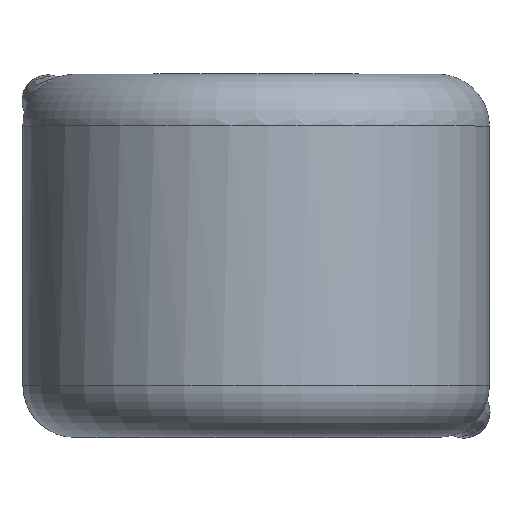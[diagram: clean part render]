
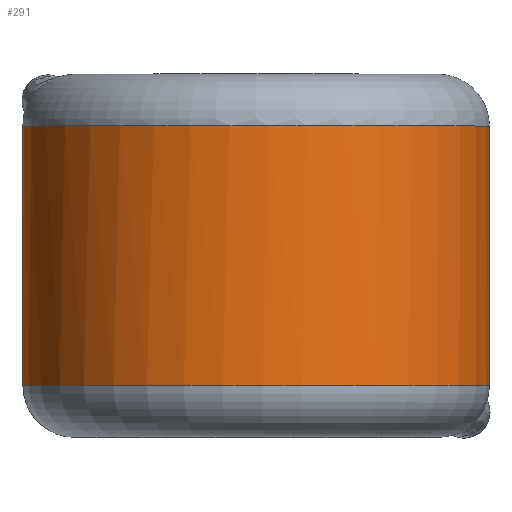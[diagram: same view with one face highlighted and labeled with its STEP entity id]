
A CAD part, top view. The second image highlights one B-rep face of the part: STEP entity #291.
In plain terms, the highlighted cylindrical face has radius 4.5 mm (diameter 9 mm), a full revolution.
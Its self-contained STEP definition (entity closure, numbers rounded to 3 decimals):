
#20=CYLINDRICAL_SURFACE($,#327,4.5);
#25=FACE_BOUND($,#86,.T.);
#60=FACE_OUTER_BOUND($,#85,.T.);
#85=EDGE_LOOP($,(#257,#258));
#86=EDGE_LOOP($,(#259,#260));
#107=B_SPLINE_CURVE_WITH_KNOTS($,3,(#844,#845,#846,#847,#848,#849,#850,
#851,#852,#853,#854,#855,#856,#857,#858,#859,#860,#861,#862,#863,#864,#865,
#866,#867,#868,#869,#870,#871,#872,#873,#874,#875,#876,#877,#878,#879,#880,
#881,#882,#883,#884,#885,#886),.UNSPECIFIED.,.F.,.F.,(4,3,3,3,3,3,3,3,3,
3,3,3,3,3,4),(-14.572,-13.966,-13.905,-13.317,
-13.238,-12.682,-12.571,-12.067,
-11.903,-11.496,-11.236,-10.961,
-10.569,-10.446,-9.902),.UNSPECIFIED.);
#112=B_SPLINE_CURVE_WITH_KNOTS($,3,(#1172,#1173,#1174,#1175,#1176,#1177,
#1178,#1179,#1180,#1181),.UNSPECIFIED.,.F.,.F.,(4,1,1,1,1,1,1,4),(-4.671,
-4.004,-3.336,-2.669,-2.002,-1.335,
-0.667,0.),.UNSPECIFIED.);
#120=CIRCLE($,#319,4.5);
#125=CIRCLE($,#325,4.5);
#141=VERTEX_POINT($,#752);
#144=VERTEX_POINT($,#769);
#147=VERTEX_POINT($,#1072);
#150=VERTEX_POINT($,#1093);
#175=EDGE_CURVE($,#141,#144,#107,.T.);
#179=EDGE_CURVE($,#144,#141,#120,.T.);
#185=EDGE_CURVE($,#147,#150,#112,.T.);
#189=EDGE_CURVE($,#150,#147,#125,.T.);
#257=ORIENTED_EDGE($,*,*,#175,.F.);
#258=ORIENTED_EDGE($,*,*,#179,.F.);
#259=ORIENTED_EDGE($,*,*,#185,.F.);
#260=ORIENTED_EDGE($,*,*,#189,.F.);
#291=ADVANCED_FACE($,(#60,#25),#20,.T.);
#319=AXIS2_PLACEMENT_3D($,#905,#366,#367);
#325=AXIS2_PLACEMENT_3D($,#1233,#378,#379);
#327=AXIS2_PLACEMENT_3D($,#1298,#382,#383);
#366=DIRECTION('center_axis',(0.,-1.,0.));
#367=DIRECTION('ref_axis',(-1.,0.,0.));
#378=DIRECTION('center_axis',(0.,1.,0.));
#379=DIRECTION('ref_axis',(-1.,0.,0.));
#382=DIRECTION('center_axis',(0.,1.,0.));
#383=DIRECTION('ref_axis',(1.,0.,0.));
#752=CARTESIAN_POINT('',(1.87,-2.5,3.407));
#769=CARTESIAN_POINT('',(3.791,-2.5,5.075));
#844=CARTESIAN_POINT('Ctrl Pts',(1.87,-2.5,3.407));
#845=CARTESIAN_POINT('Ctrl Pts',(1.894,-2.3,3.418));
#846=CARTESIAN_POINT('Ctrl Pts',(1.945,-2.107,3.441));
#847=CARTESIAN_POINT('Ctrl Pts',(2.019,-1.932,3.478));
#848=CARTESIAN_POINT('Ctrl Pts',(2.026,-1.914,3.482));
#849=CARTESIAN_POINT('Ctrl Pts',(2.034,-1.897,3.486));
#850=CARTESIAN_POINT('Ctrl Pts',(2.042,-1.879,3.49));
#851=CARTESIAN_POINT('Ctrl Pts',(2.117,-1.713,3.528));
#852=CARTESIAN_POINT('Ctrl Pts',(2.213,-1.565,3.58));
#853=CARTESIAN_POINT('Ctrl Pts',(2.321,-1.444,3.645));
#854=CARTESIAN_POINT('Ctrl Pts',(2.336,-1.428,3.654));
#855=CARTESIAN_POINT('Ctrl Pts',(2.351,-1.412,3.663));
#856=CARTESIAN_POINT('Ctrl Pts',(2.366,-1.397,3.672));
#857=CARTESIAN_POINT('Ctrl Pts',(2.471,-1.289,3.737));
#858=CARTESIAN_POINT('Ctrl Pts',(2.585,-1.207,3.814));
#859=CARTESIAN_POINT('Ctrl Pts',(2.701,-1.154,3.901));
#860=CARTESIAN_POINT('Ctrl Pts',(2.725,-1.143,3.918));
#861=CARTESIAN_POINT('Ctrl Pts',(2.748,-1.134,3.936));
#862=CARTESIAN_POINT('Ctrl Pts',(2.772,-1.125,3.955));
#863=CARTESIAN_POINT('Ctrl Pts',(2.877,-1.088,4.037));
#864=CARTESIAN_POINT('Ctrl Pts',(2.982,-1.075,4.127));
#865=CARTESIAN_POINT('Ctrl Pts',(3.082,-1.088,4.221));
#866=CARTESIAN_POINT('Ctrl Pts',(3.114,-1.092,4.251));
#867=CARTESIAN_POINT('Ctrl Pts',(3.146,-1.099,4.282));
#868=CARTESIAN_POINT('Ctrl Pts',(3.177,-1.108,4.313));
#869=CARTESIAN_POINT('Ctrl Pts',(3.255,-1.132,4.391));
#870=CARTESIAN_POINT('Ctrl Pts',(3.328,-1.173,4.469));
#871=CARTESIAN_POINT('Ctrl Pts',(3.394,-1.23,4.545));
#872=CARTESIAN_POINT('Ctrl Pts',(3.436,-1.267,4.593));
#873=CARTESIAN_POINT('Ctrl Pts',(3.475,-1.31,4.641));
#874=CARTESIAN_POINT('Ctrl Pts',(3.512,-1.36,4.686));
#875=CARTESIAN_POINT('Ctrl Pts',(3.55,-1.412,4.734));
#876=CARTESIAN_POINT('Ctrl Pts',(3.585,-1.472,4.78));
#877=CARTESIAN_POINT('Ctrl Pts',(3.616,-1.539,4.821));
#878=CARTESIAN_POINT('Ctrl Pts',(3.66,-1.633,4.881));
#879=CARTESIAN_POINT('Ctrl Pts',(3.696,-1.74,4.933));
#880=CARTESIAN_POINT('Ctrl Pts',(3.724,-1.856,4.973));
#881=CARTESIAN_POINT('Ctrl Pts',(3.732,-1.893,4.986));
#882=CARTESIAN_POINT('Ctrl Pts',(3.74,-1.93,4.997));
#883=CARTESIAN_POINT('Ctrl Pts',(3.747,-1.968,5.008));
#884=CARTESIAN_POINT('Ctrl Pts',(3.778,-2.136,5.054));
#885=CARTESIAN_POINT('Ctrl Pts',(3.792,-2.318,5.076));
#886=CARTESIAN_POINT('Ctrl Pts',(3.791,-2.5,5.075));
#905=CARTESIAN_POINT('Origin',(0.,-2.5,7.5));
#1072=CARTESIAN_POINT('',(-1.87,2.5,3.407));
#1093=CARTESIAN_POINT('',(-3.791,2.5,5.075));
#1172=CARTESIAN_POINT('Ctrl Pts',(-1.87,2.5,3.407));
#1173=CARTESIAN_POINT('Ctrl Pts',(-1.896,2.28,3.419));
#1174=CARTESIAN_POINT('Ctrl Pts',(-2.015,1.856,3.473));
#1175=CARTESIAN_POINT('Ctrl Pts',(-2.352,1.361,3.654));
#1176=CARTESIAN_POINT('Ctrl Pts',(-2.772,1.082,3.941));
#1177=CARTESIAN_POINT('Ctrl Pts',(-3.19,1.063,4.31));
#1178=CARTESIAN_POINT('Ctrl Pts',(-3.533,1.316,4.7));
#1179=CARTESIAN_POINT('Ctrl Pts',(-3.749,1.83,5.007));
#1180=CARTESIAN_POINT('Ctrl Pts',(-3.792,2.278,5.077));
#1181=CARTESIAN_POINT('Ctrl Pts',(-3.791,2.5,5.075));
#1233=CARTESIAN_POINT('Origin',(0.,2.5,7.5));
#1298=CARTESIAN_POINT('Origin',(0.,0.,7.5));
